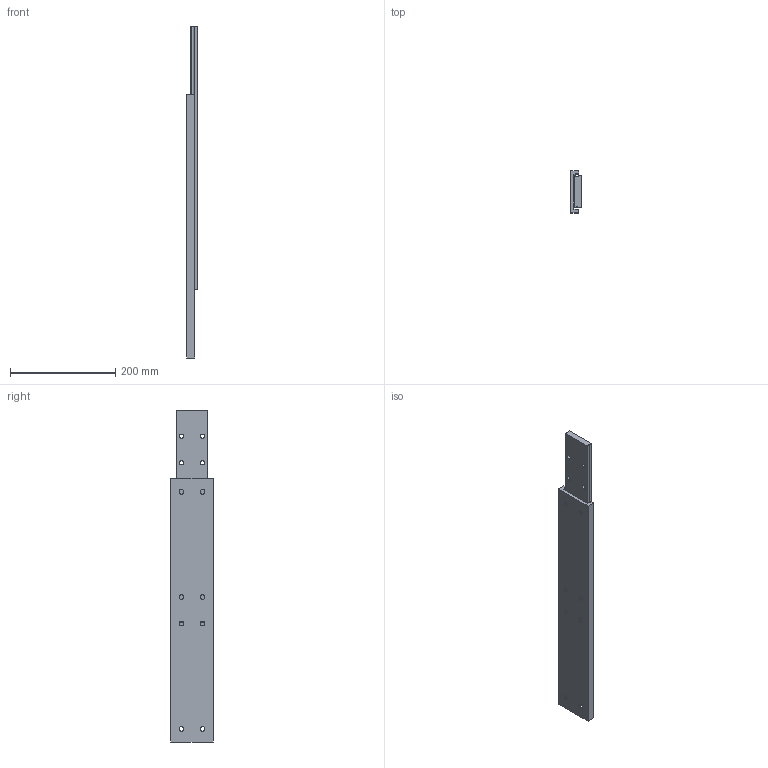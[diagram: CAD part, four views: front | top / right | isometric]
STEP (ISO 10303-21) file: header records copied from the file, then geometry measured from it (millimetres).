
FILE_DESCRIPTION (( 'STEP AP214' ), '1' );
FILE_NAME ('owst80-500.STEP', '2021-11-25T11:57:32', ( '' ), ( '' ), 'SwSTEP 2.0', 'SolidWorks 2020', '' );
FILE_SCHEMA (( 'AUTOMOTIVE_DESIGN' ));
Length unit declared in the file: millimetre
Products named in the file (3): masko80_500; zensko80_500; owst80-500
Assembly tree (2 placements, depth 2):
  owst80-500
    masko80_500
    zensko80_500
Bounding box: 20 x 80 x 630.25 mm (x, y, z)
Volume: 641518.9 mm3; surface area: 182355.7 mm2
Topology: 2 solids, 2 shells, 88 faces, 220 edges, 136 vertices
Faces by surface type: cylinder 36, cone 32, plane 20
Entity records: 2806 total; most frequent: DIRECTION 510, CARTESIAN_POINT 449, ORIENTED_EDGE 440, EDGE_CURVE 220, AXIS2_PLACEMENT_3D 197, VERTEX_POINT 136, EDGE_LOOP 120, VECTOR 116
